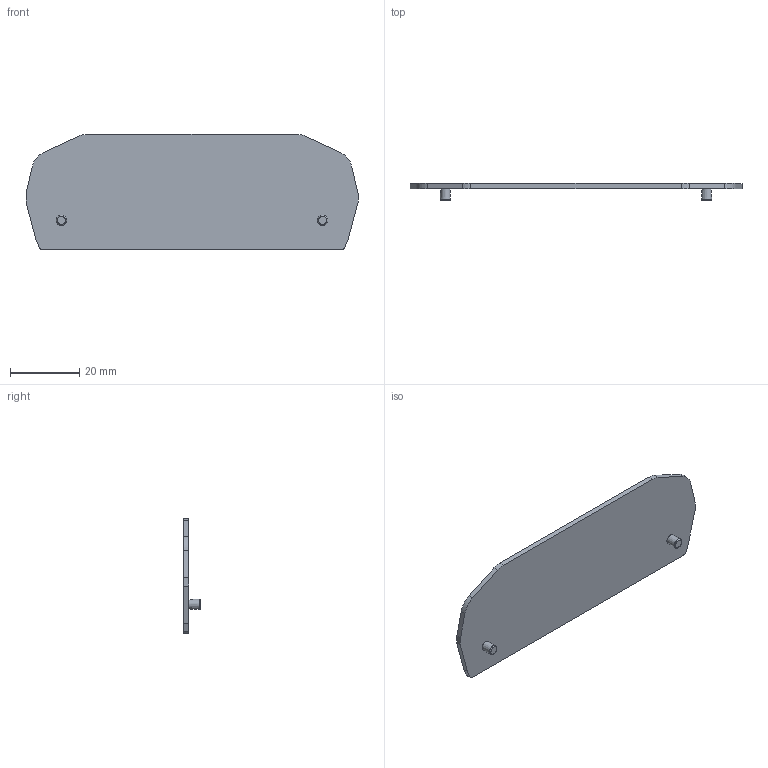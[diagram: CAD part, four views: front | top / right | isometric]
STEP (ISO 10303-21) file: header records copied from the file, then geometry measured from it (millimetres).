
FILE_DESCRIPTION(/* description */ ('Unknown'),/* implementation_level */ '2;1');
FILE_NAME(/* name */ 'S-BKF-C',/* time_stamp */ '2024-11-14T14:58:04-03:00',/* author */ ('Unknown'),/* organization */ ('Unknown'),/* preprocessor_version */ 'ST-DEVELOPER v16.7',/* originating_system */ 'Solid Edge',/* authorisation */ 'Unknown');
FILE_SCHEMA (('AUTOMOTIVE_DESIGN {1 0 10303 214 3 1 1}'));
Length unit declared in the file: millimetre
Products named in the file (1): S-BKF-C
Bounding box: 96 x 4.9 x 33.3 mm (x, y, z)
Volume: 4536.6 mm3; surface area: 6405.2 mm2
Topology: 1 solids, 1 shells, 26 faces, 65 edges, 43 vertices
Faces by surface type: plane 16, cylinder 6, cone 2, bspline 2
Entity records: 904 total; most frequent: CARTESIAN_POINT 271, ORIENTED_EDGE 120, DIRECTION 120, EDGE_CURVE 60, LINE 42, VECTOR 42, VERTEX_POINT 42, AXIS2_PLACEMENT_3D 39
